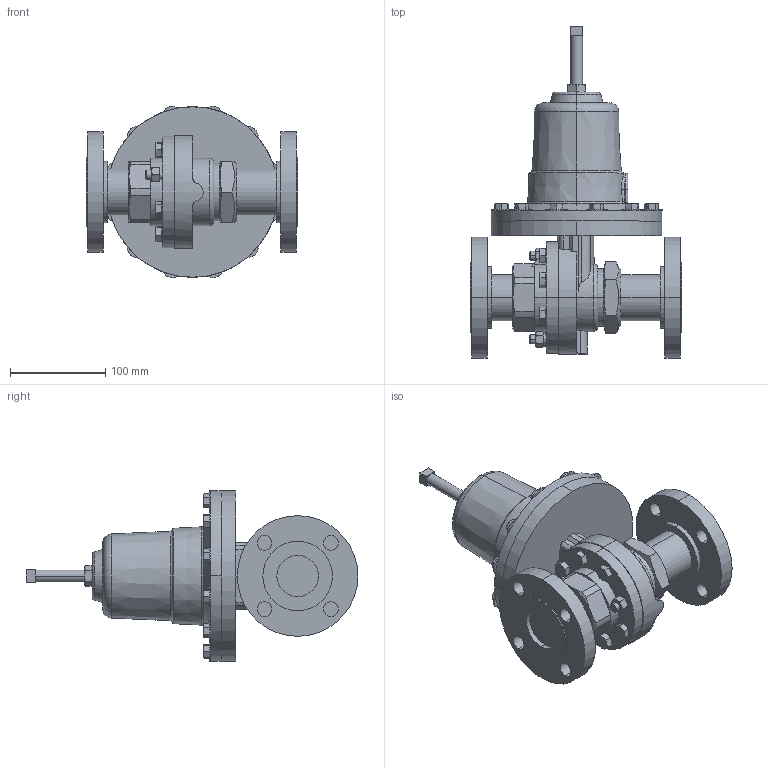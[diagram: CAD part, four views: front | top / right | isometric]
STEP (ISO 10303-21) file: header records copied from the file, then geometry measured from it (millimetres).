
FILE_DESCRIPTION (( 'STEP AP203' ), '1' );
FILE_NAME ('60-150-DI+BR-F5.STEP', '2017-07-20T13:17:33', ( '' ), ( '' ), 'SwSTEP 2.0', 'SolidWorks 2014', '' );
FILE_SCHEMA (( 'CONFIG_CONTROL_DESIGN' ));
Length unit declared in the file: inch
Products named in the file (2): 60-150-DI+BR-F5
Bounding box: 222.25 x 349.25 x 180.18 mm (x, y, z)
Volume: 2786426 mm3; surface area: 233129.4 mm2
Topology: 1 solids, 1 shells, 565 faces, 1324 edges, 810 vertices
Faces by surface type: plane 245, cone 172, cylinder 121, torus 14, bspline 11, sphere 2
Entity records: 18170 total; most frequent: CARTESIAN_POINT 5477, ORIENTED_EDGE 2648, DIRECTION 2555, EDGE_CURVE 1324, AXIS2_PLACEMENT_3D 1049, VERTEX_POINT 810, EDGE_LOOP 630, FACE_OUTER_BOUND 565
